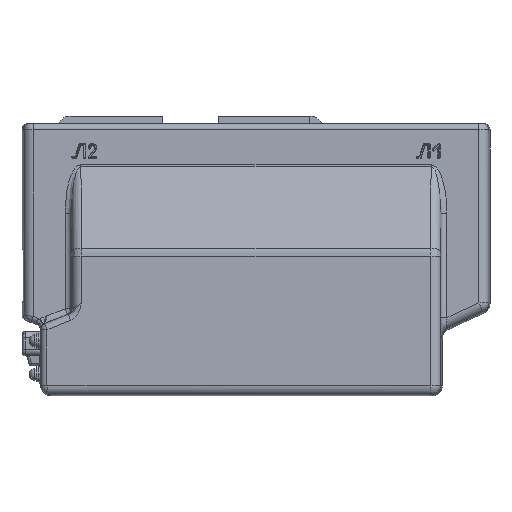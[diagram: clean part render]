
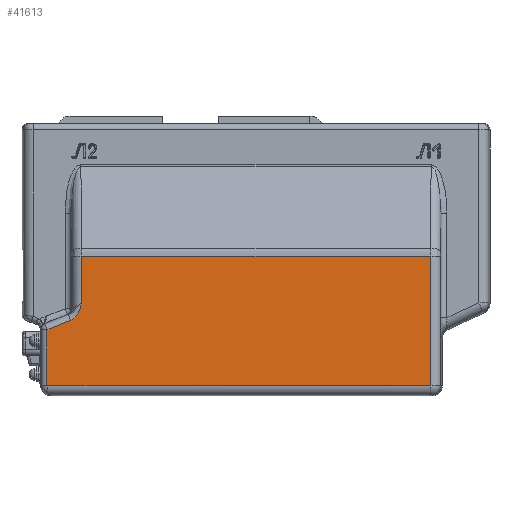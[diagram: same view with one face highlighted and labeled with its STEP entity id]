
A CAD part, top view. The second image highlights one B-rep face of the part: STEP entity #41613.
In plain terms, the highlighted planar face has unit normal (0, 0, 1).
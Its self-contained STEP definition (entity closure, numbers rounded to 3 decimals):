
#5714 = ORIENTED_EDGE ( 'NONE', *, *, #9469, .T. ) ;
#5715 = ORIENTED_EDGE ( 'NONE', *, *, #9464, .T. ) ;
#5716 = ORIENTED_EDGE ( 'NONE', *, *, #9462, .T. ) ;
#5717 = ORIENTED_EDGE ( 'NONE', *, *, #9458, .T. ) ;
#5718 = ORIENTED_EDGE ( 'NONE', *, *, #9461, .T. ) ;
#5719 = ORIENTED_EDGE ( 'NONE', *, *, #9393, .T. ) ;
#5720 = ORIENTED_EDGE ( 'NONE', *, *, #9309, .T. ) ;
#8226 = VERTEX_POINT ( 'NONE', #23944 ) ;
#8483 = B_SPLINE_CURVE_WITH_KNOTS ( 'NONE', 3,
 ( #24724, #24751, #24752, #24753, #24754, #24755, #24756, #24757, #24758, #24759, #24760, #24761, #24762, #24763, #24764, #24765, #24766, #24767 ),
 .UNSPECIFIED., .F., .F.,
 ( 4, 2, 2, 2, 2, 2, 2, 2, 4 ),
 ( 0., 0.002, 0.004, 0.009, 0.011, 0.013, 0.014, 0.015, 0.017 ),
 .UNSPECIFIED. ) ;
#9309 = EDGE_CURVE ( 'NONE', #10616, #10617, #22862, .T. ) ;
#9393 = EDGE_CURVE ( 'NONE', #10658, #10616, #22954, .T. ) ;
#9458 = EDGE_CURVE ( 'NONE', #8226, #10700, #8483, .T. ) ;
#9461 = EDGE_CURVE ( 'NONE', #10700, #10658, #23026, .T. ) ;
#9462 = EDGE_CURVE ( 'NONE', #10702, #8226, #23028, .T. ) ;
#9464 = EDGE_CURVE ( 'NONE', #10703, #10702, #23025, .T. ) ;
#9469 = EDGE_CURVE ( 'NONE', #10617, #10703, #23038, .T. ) ;
#10616 = VERTEX_POINT ( 'NONE', #29711 ) ;
#10617 = VERTEX_POINT ( 'NONE', #29712 ) ;
#10658 = VERTEX_POINT ( 'NONE', #29753 ) ;
#10700 = VERTEX_POINT ( 'NONE', #29795 ) ;
#10702 = VERTEX_POINT ( 'NONE', #29797 ) ;
#10703 = VERTEX_POINT ( 'NONE', #29798 ) ;
#11876 = EDGE_LOOP ( 'NONE', ( #5714, #5715, #5716, #5717, #5718, #5719, #5720 ) ) ;
#22850 = VECTOR ( 'NONE', #24158, 1000. ) ;
#22862 = LINE ( 'NONE', #24153, #22850 ) ;
#22944 = VECTOR ( 'NONE', #24450, 1000. ) ;
#22954 = LINE ( 'NONE', #24431, #22944 ) ;
#23015 = VECTOR ( 'NONE', #24781, 1000. ) ;
#23023 = VECTOR ( 'NONE', #24774, 1000. ) ;
#23025 = LINE ( 'NONE', #24780, #23015 ) ;
#23026 = LINE ( 'NONE', #24747, #23023 ) ;
#23028 = LINE ( 'NONE', #24775, #23029 ) ;
#23029 = VECTOR ( 'NONE', #24776, 1000. ) ;
#23038 = LINE ( 'NONE', #24793, #23039 ) ;
#23039 = VECTOR ( 'NONE', #24794, 1000. ) ;
#23944 = CARTESIAN_POINT ( 'NONE',  ( 47.793, 74.363, 74. ) ) ;
#24153 = CARTESIAN_POINT ( 'NONE',  ( 335., 8., 74. ) ) ;
#24158 = DIRECTION ( 'NONE',  ( 1., 0., 0. ) ) ;
#24431 = CARTESIAN_POINT ( 'NONE',  ( 20., 8., 74. ) ) ;
#24450 = DIRECTION ( 'NONE',  ( 0., -1., 0. ) ) ;
#24724 = CARTESIAN_POINT ( 'NONE',  ( 47.793, 74.363, 74. ) ) ;
#24747 = CARTESIAN_POINT ( 'NONE',  ( 16.809, 51.478, 74. ) ) ;
#24751 = CARTESIAN_POINT ( 'NONE',  ( 47.622, 73.661, 74. ) ) ;
#24752 = CARTESIAN_POINT ( 'NONE',  ( 47.45, 72.958, 74. ) ) ;
#24753 = CARTESIAN_POINT ( 'NONE',  ( 47.088, 71.558, 74. ) ) ;
#24754 = CARTESIAN_POINT ( 'NONE',  ( 46.897, 70.86, 74. ) ) ;
#24755 = CARTESIAN_POINT ( 'NONE',  ( 46.269, 68.789, 74. ) ) ;
#24756 = CARTESIAN_POINT ( 'NONE',  ( 45.774, 67.439, 74. ) ) ;
#24757 = CARTESIAN_POINT ( 'NONE',  ( 44.767, 65.52, 74. ) ) ;
#24758 = CARTESIAN_POINT ( 'NONE',  ( 44.384, 64.896, 74. ) ) ;
#24759 = CARTESIAN_POINT ( 'NONE',  ( 43.531, 63.729, 74. ) ) ;
#24760 = CARTESIAN_POINT ( 'NONE',  ( 43.059, 63.182, 74. ) ) ;
#24761 = CARTESIAN_POINT ( 'NONE',  ( 42.276, 62.426, 74. ) ) ;
#24762 = CARTESIAN_POINT ( 'NONE',  ( 42.001, 62.184, 74. ) ) ;
#24763 = CARTESIAN_POINT ( 'NONE',  ( 41.435, 61.732, 74. ) ) ;
#24764 = CARTESIAN_POINT ( 'NONE',  ( 41.143, 61.52, 74. ) ) ;
#24765 = CARTESIAN_POINT ( 'NONE',  ( 40.239, 60.929, 74. ) ) ;
#24766 = CARTESIAN_POINT ( 'NONE',  ( 39.6, 60.594, 74. ) ) ;
#24767 = CARTESIAN_POINT ( 'NONE',  ( 38.922, 60.323, 74. ) ) ;
#24774 = DIRECTION ( 'NONE',  ( -0.928, -0.371, 0. ) ) ;
#24775 = CARTESIAN_POINT ( 'NONE',  ( 47.793, 66., 74. ) ) ;
#24776 = DIRECTION ( 'NONE',  ( 0., -1., 0. ) ) ;
#24780 = CARTESIAN_POINT ( 'NONE',  ( 23., 111.621, 74. ) ) ;
#24781 = DIRECTION ( 'NONE',  ( -1., 0., 0. ) ) ;
#24793 = CARTESIAN_POINT ( 'NONE',  ( 327.207, 115., 74. ) ) ;
#24794 = DIRECTION ( 'NONE',  ( 0., 1., 0. ) ) ;
#29711 = CARTESIAN_POINT ( 'NONE',  ( 20., 8., 74. ) ) ;
#29712 = CARTESIAN_POINT ( 'NONE',  ( 327.207, 8., 74. ) ) ;
#29753 = CARTESIAN_POINT ( 'NONE',  ( 20., 52.754, 74. ) ) ;
#29795 = CARTESIAN_POINT ( 'NONE',  ( 38.922, 60.323, 74. ) ) ;
#29797 = CARTESIAN_POINT ( 'NONE',  ( 47.793, 111.621, 74. ) ) ;
#29798 = CARTESIAN_POINT ( 'NONE',  ( 327.207, 111.621, 74. ) ) ;
#36139 = AXIS2_PLACEMENT_3D ( 'NONE', #38117, #38125, #38126 ) ;
#36960 = FACE_OUTER_BOUND ( 'NONE', #11876, .T. ) ;
#38117 = CARTESIAN_POINT ( 'NONE',  ( 23., 8., 74. ) ) ;
#38122 = PLANE ( 'NONE',  #36139 ) ;
#38125 = DIRECTION ( 'NONE',  ( 0., 0., 1. ) ) ;
#38126 = DIRECTION ( 'NONE',  ( 1., 0., 0. ) ) ;
#41613 = ADVANCED_FACE ( 'NONE', ( #36960 ), #38122, .T. ) ;
